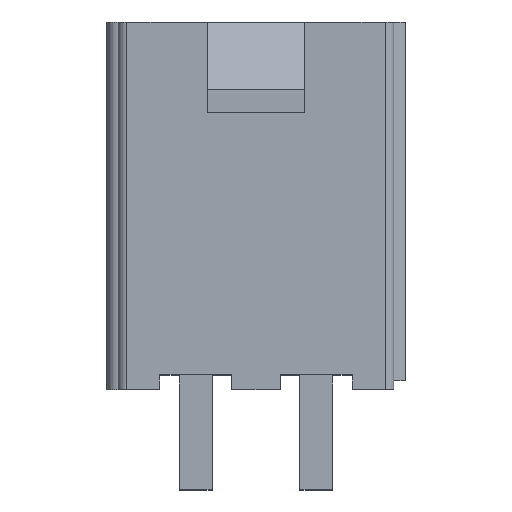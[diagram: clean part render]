
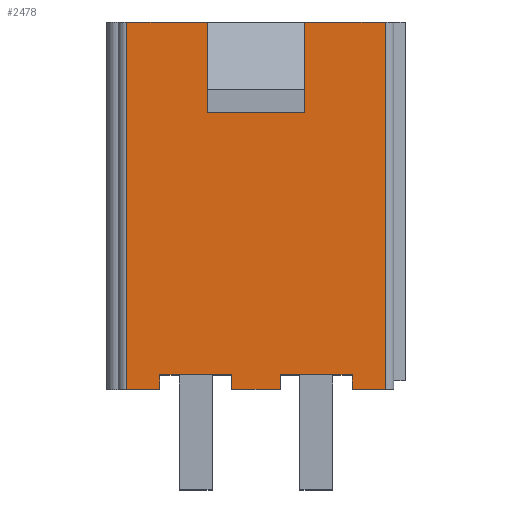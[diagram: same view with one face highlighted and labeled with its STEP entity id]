
A CAD part, top view. The second image highlights one B-rep face of the part: STEP entity #2478.
In plain terms, the highlighted planar face has unit normal (0, 0, 1).
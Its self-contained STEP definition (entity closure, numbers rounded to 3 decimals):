
#62=DIRECTION('',(0.,-1.,0.));
#63=VECTOR('',#62,12.8);
#64=CARTESIAN_POINT('',(4.5,12.8,4.8));
#65=LINE('',#64,#63);
#255=DIRECTION('',(-1.,0.,0.));
#256=VECTOR('',#255,1.15);
#257=CARTESIAN_POINT('',(4.5,0.,4.8));
#258=LINE('',#257,#256);
#259=DIRECTION('',(0.,1.,0.));
#260=VECTOR('',#259,0.5);
#261=CARTESIAN_POINT('',(3.35,0.,4.8));
#262=LINE('',#261,#260);
#263=DIRECTION('',(1.,0.,0.));
#264=VECTOR('',#263,2.5);
#265=CARTESIAN_POINT('',(0.85,0.5,4.8));
#266=LINE('',#265,#264);
#267=DIRECTION('',(0.,1.,0.));
#268=VECTOR('',#267,0.5);
#269=CARTESIAN_POINT('',(0.85,0.,4.8));
#270=LINE('',#269,#268);
#271=DIRECTION('',(-1.,0.,0.));
#272=VECTOR('',#271,1.7);
#273=CARTESIAN_POINT('',(0.85,0.,4.8));
#274=LINE('',#273,#272);
#275=DIRECTION('',(0.,1.,0.));
#276=VECTOR('',#275,0.5);
#277=CARTESIAN_POINT('',(-0.85,0.,4.8));
#278=LINE('',#277,#276);
#279=DIRECTION('',(1.,0.,0.));
#280=VECTOR('',#279,2.5);
#281=CARTESIAN_POINT('',(-3.35,0.5,4.8));
#282=LINE('',#281,#280);
#283=DIRECTION('',(0.,1.,0.));
#284=VECTOR('',#283,0.5);
#285=CARTESIAN_POINT('',(-3.35,0.,4.8));
#286=LINE('',#285,#284);
#287=DIRECTION('',(-1.,0.,0.));
#288=VECTOR('',#287,1.15);
#289=CARTESIAN_POINT('',(-3.35,0.,4.8));
#290=LINE('',#289,#288);
#291=DIRECTION('',(0.,-1.,0.));
#292=VECTOR('',#291,3.05);
#293=CARTESIAN_POINT('',(-1.7,12.8,4.8));
#294=LINE('',#293,#292);
#295=DIRECTION('',(-1.,0.,0.));
#296=VECTOR('',#295,3.4);
#297=CARTESIAN_POINT('',(1.7,9.75,4.8));
#298=LINE('',#297,#296);
#299=DIRECTION('',(0.,-1.,0.));
#300=VECTOR('',#299,3.05);
#301=CARTESIAN_POINT('',(1.7,12.8,4.8));
#302=LINE('',#301,#300);
#400=DIRECTION('',(0.,1.,0.));
#401=VECTOR('',#400,12.8);
#402=CARTESIAN_POINT('',(-4.5,0.,4.8));
#403=LINE('',#402,#401);
#489=DIRECTION('',(-1.,0.,0.));
#490=VECTOR('',#489,2.8);
#491=CARTESIAN_POINT('',(4.5,12.8,4.8));
#492=LINE('',#491,#490);
#497=DIRECTION('',(-1.,0.,0.));
#498=VECTOR('',#497,2.8);
#499=CARTESIAN_POINT('',(-1.7,12.8,4.8));
#500=LINE('',#499,#498);
#1587=CARTESIAN_POINT('',(1.7,12.8,4.8));
#1588=CARTESIAN_POINT('',(1.7,9.75,4.8));
#1589=VERTEX_POINT('',#1587);
#1590=VERTEX_POINT('',#1588);
#1591=CARTESIAN_POINT('',(-1.7,12.8,4.8));
#1592=CARTESIAN_POINT('',(-1.7,9.75,4.8));
#1593=VERTEX_POINT('',#1591);
#1594=VERTEX_POINT('',#1592);
#1634=CARTESIAN_POINT('',(-0.85,0.,4.8));
#1636=VERTEX_POINT('',#1634);
#1638=CARTESIAN_POINT('',(-3.35,0.,4.8));
#1640=VERTEX_POINT('',#1638);
#1641=CARTESIAN_POINT('',(-0.85,0.5,4.8));
#1642=VERTEX_POINT('',#1641);
#1643=CARTESIAN_POINT('',(-3.35,0.5,4.8));
#1644=VERTEX_POINT('',#1643);
#1654=CARTESIAN_POINT('',(3.35,0.,4.8));
#1656=VERTEX_POINT('',#1654);
#1658=CARTESIAN_POINT('',(0.85,0.,4.8));
#1660=VERTEX_POINT('',#1658);
#1661=CARTESIAN_POINT('',(3.35,0.5,4.8));
#1662=VERTEX_POINT('',#1661);
#1663=CARTESIAN_POINT('',(0.85,0.5,4.8));
#1664=VERTEX_POINT('',#1663);
#2047=CARTESIAN_POINT('',(4.5,0.,4.8));
#2048=VERTEX_POINT('',#2047);
#2049=CARTESIAN_POINT('',(4.5,12.8,4.8));
#2050=VERTEX_POINT('',#2049);
#2063=CARTESIAN_POINT('',(-4.5,12.8,4.8));
#2064=VERTEX_POINT('',#2063);
#2065=CARTESIAN_POINT('',(-4.5,0.,4.8));
#2066=VERTEX_POINT('',#2065);
#2446=CARTESIAN_POINT('',(4.8,0.,4.8));
#2447=DIRECTION('',(0.,0.,1.));
#2448=DIRECTION('',(0.,1.,0.));
#2449=AXIS2_PLACEMENT_3D('',#2446,#2447,#2448);
#2450=PLANE('',#2449);
#2451=ORIENTED_EDGE('',*,*,#2129,.T.);
#2452=ORIENTED_EDGE('',*,*,#2163,.T.);
#2454=ORIENTED_EDGE('',*,*,#2453,.T.);
#2455=ORIENTED_EDGE('',*,*,#2289,.F.);
#2456=ORIENTED_EDGE('',*,*,#2238,.F.);
#2457=ORIENTED_EDGE('',*,*,#2147,.T.);
#2459=ORIENTED_EDGE('',*,*,#2458,.T.);
#2461=ORIENTED_EDGE('',*,*,#2460,.F.);
#2462=ORIENTED_EDGE('',*,*,#2422,.F.);
#2463=ORIENTED_EDGE('',*,*,#2175,.T.);
#2465=ORIENTED_EDGE('',*,*,#2464,.T.);
#2467=ORIENTED_EDGE('',*,*,#2466,.F.);
#2469=ORIENTED_EDGE('',*,*,#2468,.T.);
#2471=ORIENTED_EDGE('',*,*,#2470,.F.);
#2473=ORIENTED_EDGE('',*,*,#2472,.F.);
#2475=ORIENTED_EDGE('',*,*,#2474,.F.);
#2476=EDGE_LOOP('',(#2451,#2452,#2454,#2455,#2456,#2457,#2459,#2461,#2462,#2463,
#2465,#2467,#2469,#2471,#2473,#2475));
#2477=FACE_OUTER_BOUND('',#2476,.F.);
#2478=ADVANCED_FACE('',(#2477),#2450,.T.);
#2129=EDGE_CURVE('',#2050,#2048,#65,.T.);
#2147=EDGE_CURVE('',#1660,#1636,#274,.T.);
#2163=EDGE_CURVE('',#2048,#1656,#258,.T.);
#2175=EDGE_CURVE('',#1640,#2066,#290,.T.);
#2238=EDGE_CURVE('',#1660,#1664,#270,.T.);
#2289=EDGE_CURVE('',#1664,#1662,#266,.T.);
#2422=EDGE_CURVE('',#1640,#1644,#286,.T.);
#2453=EDGE_CURVE('',#1656,#1662,#262,.T.);
#2458=EDGE_CURVE('',#1636,#1642,#278,.T.);
#2460=EDGE_CURVE('',#1644,#1642,#282,.T.);
#2464=EDGE_CURVE('',#2066,#2064,#403,.T.);
#2466=EDGE_CURVE('',#1593,#2064,#500,.T.);
#2468=EDGE_CURVE('',#1593,#1594,#294,.T.);
#2470=EDGE_CURVE('',#1590,#1594,#298,.T.);
#2472=EDGE_CURVE('',#1589,#1590,#302,.T.);
#2474=EDGE_CURVE('',#2050,#1589,#492,.T.);
